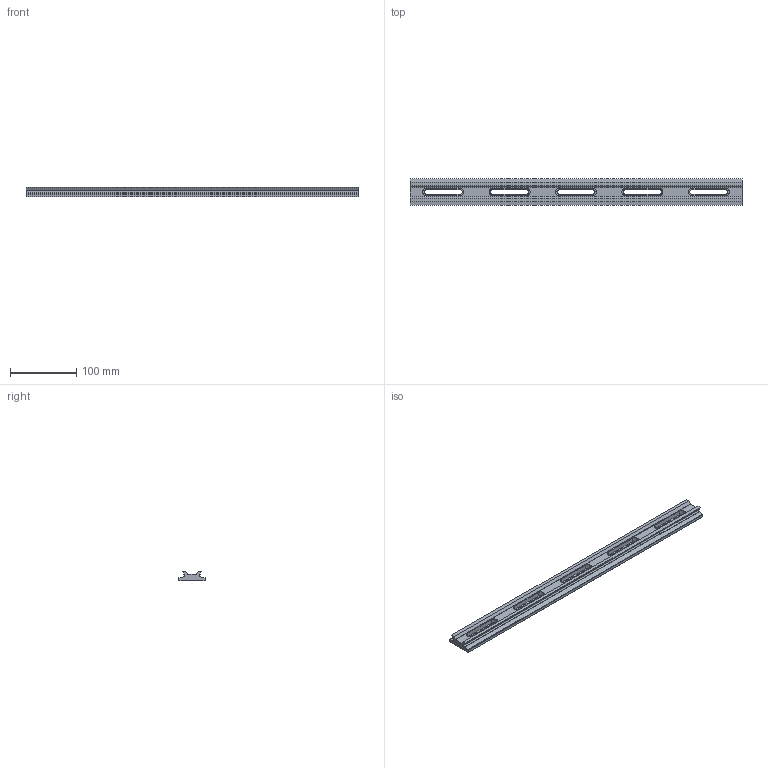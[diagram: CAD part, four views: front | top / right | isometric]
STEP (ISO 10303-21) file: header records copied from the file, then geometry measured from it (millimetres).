
FILE_DESCRIPTION(('Bauteilbeschreibung','HiCAD-Model','HiCAD-STEP-TRANSLATION','Bauteilbeschreibung'),'2;1');
FILE_NAME('061359_STEP.STP','2004-04-01T15:49:04+00:00',('Konstrukteur'),('Konstrukteur Firma GmbH'),'HiCAD2 V1102 STEP 20.9.2001','HiCAD2 V1102','confidential');
FILE_SCHEMA(('AUTOMOTIVE_DESIGN { 1 2 10303 214 0 1 1 1 }'));
Length unit declared in the file: millimetre
Products named in the file (3): A0014240; A00142400; MASSBAND
Assembly tree (2 placements, depth 2):
  A0014240
    A00142400
    MASSBAND
Bounding box: 500 x 40 x 15 mm (x, y, z)
Volume: 156374.8 mm3; surface area: 72236.7 mm2
Topology: 2 solids, 2 shells, 81 faces, 216 edges, 144 vertices
Faces by surface type: plane 57, cylinder 24
Entity records: 4342 total; most frequent: CARTESIAN_POINT 445, DIRECTION 434, ORIENTED_EDGE 432, COLOUR_RGB 299, PRESENTATION_STYLE_ASSIGNMENT 299, OVER_RIDING_STYLED_ITEM 297, CURVE_STYLE 216, DRAUGHTING_PRE_DEFINED_CURVE_FONT 216
